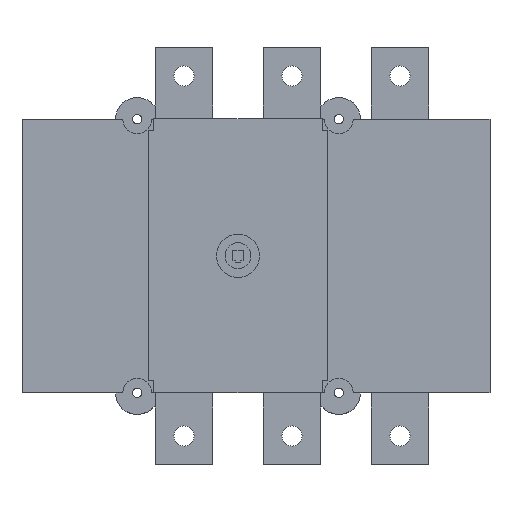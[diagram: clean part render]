
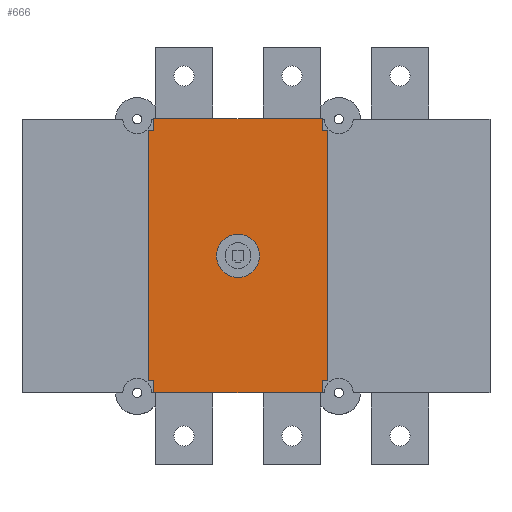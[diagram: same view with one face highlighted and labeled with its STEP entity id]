
A CAD part, top view. The second image highlights one B-rep face of the part: STEP entity #666.
In plain terms, the highlighted planar face has unit normal (0, 0, 1).
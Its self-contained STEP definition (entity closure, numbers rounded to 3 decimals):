
#280=LINE('',#2824,#460);
#306=LINE('',#2889,#486);
#308=LINE('',#2893,#488);
#310=LINE('',#2897,#490);
#312=LINE('',#2901,#492);
#315=LINE('',#2907,#495);
#316=LINE('',#2909,#496);
#317=LINE('',#2911,#497);
#318=LINE('',#2913,#498);
#319=LINE('',#2915,#499);
#320=LINE('',#2917,#500);
#321=LINE('',#2919,#501);
#460=VECTOR('',#2333,1.);
#486=VECTOR('',#2395,1.);
#488=VECTOR('',#2399,1.);
#490=VECTOR('',#2403,1.);
#492=VECTOR('',#2407,1.);
#495=VECTOR('',#2412,1.);
#496=VECTOR('',#2415,1.);
#497=VECTOR('',#2416,1.);
#498=VECTOR('',#2417,1.);
#499=VECTOR('',#2418,1.);
#500=VECTOR('',#2419,1.);
#501=VECTOR('',#2420,1.);
#571=PLANE('',#1957);
#666=ADVANCED_FACE('',(#762,#763),#571,.T.);
#762=FACE_BOUND('',#896,.T.);
#763=FACE_BOUND('',#897,.T.);
#896=EDGE_LOOP('',(#1315,#1316,#1317,#1318,#1319,#1320,#1321,#1322,#1323,
#1324,#1325,#1326));
#897=EDGE_LOOP('',(#1327));
#1315=ORIENTED_EDGE('',*,*,#1743,.F.);
#1316=ORIENTED_EDGE('',*,*,#1713,.F.);
#1317=ORIENTED_EDGE('',*,*,#1752,.F.);
#1318=ORIENTED_EDGE('',*,*,#1753,.F.);
#1319=ORIENTED_EDGE('',*,*,#1754,.F.);
#1320=ORIENTED_EDGE('',*,*,#1755,.F.);
#1321=ORIENTED_EDGE('',*,*,#1756,.F.);
#1322=ORIENTED_EDGE('',*,*,#1757,.F.);
#1323=ORIENTED_EDGE('',*,*,#1758,.F.);
#1324=ORIENTED_EDGE('',*,*,#1749,.F.);
#1325=ORIENTED_EDGE('',*,*,#1747,.F.);
#1326=ORIENTED_EDGE('',*,*,#1745,.F.);
#1327=ORIENTED_EDGE('',*,*,#1740,.T.);
#1500=VERTEX_POINT('',#2823);
#1501=VERTEX_POINT('',#2825);
#1519=VERTEX_POINT('',#2880);
#1522=VERTEX_POINT('',#2890);
#1523=VERTEX_POINT('',#2894);
#1524=VERTEX_POINT('',#2898);
#1525=VERTEX_POINT('',#2902);
#1526=VERTEX_POINT('',#2906);
#1527=VERTEX_POINT('',#2910);
#1528=VERTEX_POINT('',#2912);
#1529=VERTEX_POINT('',#2914);
#1530=VERTEX_POINT('',#2916);
#1531=VERTEX_POINT('',#2918);
#1713=EDGE_CURVE('',#1500,#1501,#280,.T.);
#1740=EDGE_CURVE('',#1519,#1519,#1813,.T.);
#1743=EDGE_CURVE('',#1501,#1522,#306,.T.);
#1745=EDGE_CURVE('',#1522,#1523,#308,.T.);
#1747=EDGE_CURVE('',#1523,#1524,#310,.T.);
#1749=EDGE_CURVE('',#1524,#1525,#312,.T.);
#1752=EDGE_CURVE('',#1526,#1500,#315,.T.);
#1753=EDGE_CURVE('',#1527,#1526,#316,.T.);
#1754=EDGE_CURVE('',#1528,#1527,#317,.T.);
#1755=EDGE_CURVE('',#1529,#1528,#318,.T.);
#1756=EDGE_CURVE('',#1530,#1529,#319,.T.);
#1757=EDGE_CURVE('',#1531,#1530,#320,.T.);
#1758=EDGE_CURVE('',#1525,#1531,#321,.T.);
#1813=CIRCLE('',#1945,15.);
#1945=AXIS2_PLACEMENT_3D('',#2879,#2381,#2382);
#1957=AXIS2_PLACEMENT_3D('',#2920,#2421,#2422);
#2333=DIRECTION('',(1.,0.,0.));
#2381=DIRECTION('',(0.,0.,-1.));
#2382=DIRECTION('',(-1.,0.,0.));
#2395=DIRECTION('',(0.,-1.,0.));
#2399=DIRECTION('',(1.,0.,0.));
#2403=DIRECTION('',(0.,-1.,0.));
#2407=DIRECTION('',(-1.,0.,0.));
#2412=DIRECTION('',(0.,1.,0.));
#2415=DIRECTION('',(1.,0.,0.));
#2416=DIRECTION('',(0.,1.,0.));
#2417=DIRECTION('',(-1.,0.,0.));
#2418=DIRECTION('',(0.,1.,0.));
#2419=DIRECTION('',(-1.,0.,0.));
#2420=DIRECTION('',(0.,-1.,0.));
#2421=DIRECTION('',(0.,0.,1.));
#2422=DIRECTION('',(-1.,0.,0.));
#2823=CARTESIAN_POINT('',(91.5,95.,134.5));
#2824=CARTESIAN_POINT('',(91.5,95.,134.5));
#2825=CARTESIAN_POINT('',(208.5,95.,134.5));
#2879=CARTESIAN_POINT('',(150.,0.,134.5));
#2880=CARTESIAN_POINT('',(165.,0.,134.5));
#2889=CARTESIAN_POINT('',(208.5,95.,134.5));
#2890=CARTESIAN_POINT('',(208.5,86.8,134.5));
#2893=CARTESIAN_POINT('',(208.5,86.8,134.5));
#2894=CARTESIAN_POINT('',(212.,86.8,134.5));
#2897=CARTESIAN_POINT('',(212.,86.8,134.5));
#2898=CARTESIAN_POINT('',(212.,-86.8,134.5));
#2901=CARTESIAN_POINT('',(212.,-86.8,134.5));
#2902=CARTESIAN_POINT('',(208.5,-86.8,134.5));
#2906=CARTESIAN_POINT('',(91.5,86.8,134.5));
#2907=CARTESIAN_POINT('',(91.5,86.8,134.5));
#2909=CARTESIAN_POINT('',(88.,86.8,134.5));
#2910=CARTESIAN_POINT('',(88.,86.8,134.5));
#2911=CARTESIAN_POINT('',(88.,-86.8,134.5));
#2912=CARTESIAN_POINT('',(88.,-86.8,134.5));
#2913=CARTESIAN_POINT('',(91.5,-86.8,134.5));
#2914=CARTESIAN_POINT('',(91.5,-86.8,134.5));
#2915=CARTESIAN_POINT('',(91.5,-95.,134.5));
#2916=CARTESIAN_POINT('',(91.5,-95.,134.5));
#2917=CARTESIAN_POINT('',(208.5,-95.,134.5));
#2918=CARTESIAN_POINT('',(208.5,-95.,134.5));
#2919=CARTESIAN_POINT('',(208.5,-86.8,134.5));
#2920=CARTESIAN_POINT('',(150.,0.,134.5));
